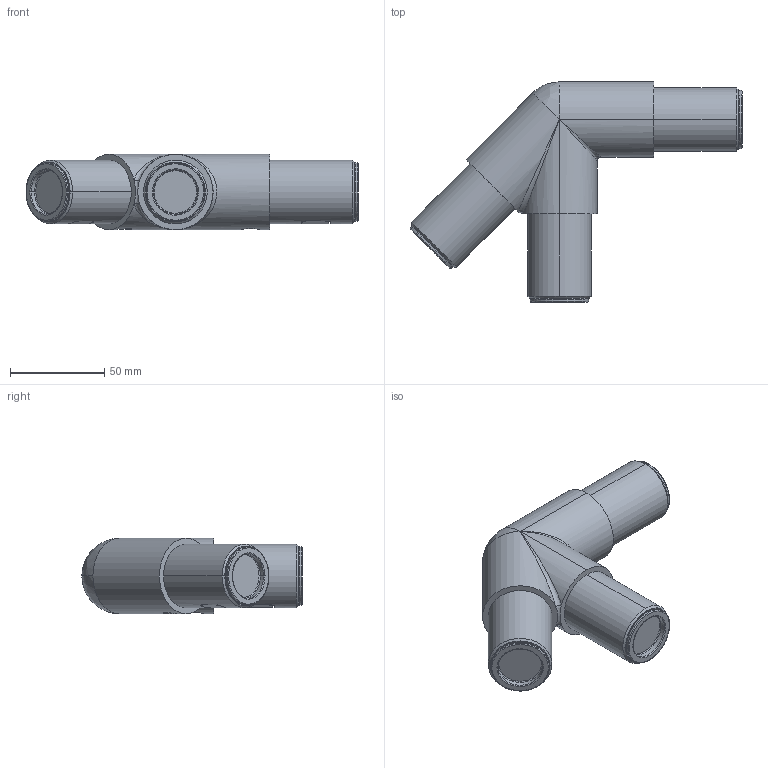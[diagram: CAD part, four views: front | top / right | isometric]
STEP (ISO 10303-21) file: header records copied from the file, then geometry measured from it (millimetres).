
FILE_DESCRIPTION (( 'STEP AP214' ), '1' );
FILE_NAME ('AL-SPS.JC40.A45L.R L-ñîåäèíèòåëü D40, 45 ãðàäóñîâ, ïðàâûé.STEP', '2026-02-06T12:38:59', ( '' ), ( '' ), 'SwSTEP 2.0', 'SolidWorks 2021', '' );
FILE_SCHEMA (( 'AUTOMOTIVE_DESIGN' ));
Length unit declared in the file: millimetre
Products named in the file (8): ____^____________1_SPS.JC40.A45L.L.STEP; AL-SPS.JC40.A45L.R L-ñîåäèíèòåëü D40, 45 ãðàäóñîâ, ïðàâûé; ____-0^SPS.JC40.A45L.L.STEP; 45__L____________^SPS.JC40.A45L.L.STEP; ____-1^____________1_SPS.JC40.A45L.L.STEP; ____-2^SPS.JC40.A45L.L.STEP; hex socket set screws with cone point gb_GB_FASTENER_SCREWS_HSCP M10X16-C^SPS.JC40.A45L.L.STEP; ____________1^SPS.JC40.A45L.L.STEP
Assembly tree (15 placements, depth 3):
  AL-SPS.JC40.A45L.R L-ñîåäèíèòåëü D40, 45 ãðàäóñîâ, ïðàâûé
    45__L____________^SPS.JC40.A45L.L.STEP
    ____-2^SPS.JC40.A45L.L.STEP  x3
    ____________1^SPS.JC40.A45L.L.STEP  x3
      ____-1^____________1_SPS.JC40.A45L.L.STEP
      ____^____________1_SPS.JC40.A45L.L.STEP
    hex socket set screws with cone point gb_GB_FASTENER_SCREWS_HSCP M10X16-C^SPS.JC40.A45L.L.STEP  x3
    ____-0^SPS.JC40.A45L.L.STEP  x3
Bounding box: 176.34 x 117 x 40 mm (x, y, z)
Volume: 246006 mm3; surface area: 68966.4 mm2
Topology: 16 solids, 16 shells, 406 faces, 975 edges, 592 vertices
Faces by surface type: plane 174, cylinder 112, cone 69, bspline 51
Entity records: 16292 total; most frequent: CARTESIAN_POINT 10213, ORIENTED_EDGE 1006, DIRECTION 932, EDGE_CURVE 503, AXIS2_PLACEMENT_3D 349, VERTEX_POINT 314, VECTOR 234, LINE 234
